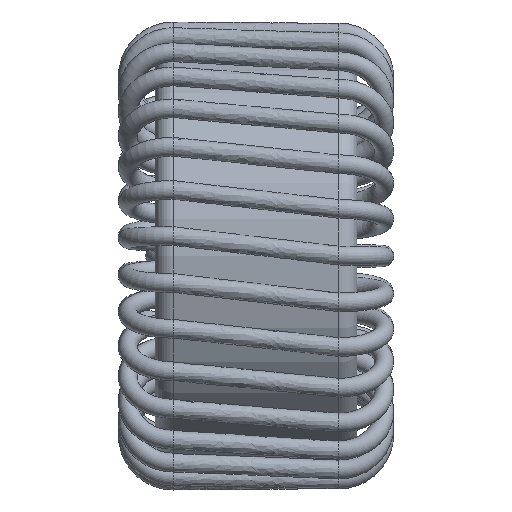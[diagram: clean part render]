
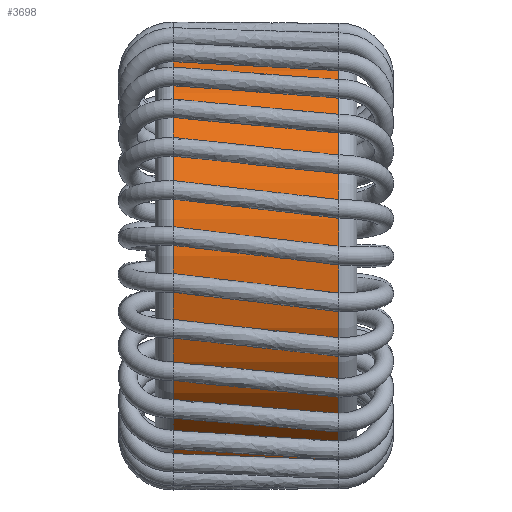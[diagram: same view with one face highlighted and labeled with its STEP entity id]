
A CAD part, top view. The second image highlights one B-rep face of the part: STEP entity #3698.
In plain terms, the highlighted cylindrical face has radius 12.065 mm (diameter 24.13 mm), a full revolution.
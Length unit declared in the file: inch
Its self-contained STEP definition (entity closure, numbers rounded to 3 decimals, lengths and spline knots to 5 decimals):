
#147=LINE('',#6043,#153);
#153=VECTOR('',#4646,0.475);
#158=CYLINDRICAL_SURFACE('',#3898,0.475);
#183=FACE_OUTER_BOUND('',#324,.T.);
#324=EDGE_LOOP('',(#2352,#2353,#2354,#2355,#2356,#2357));
#469=CIRCLE('',#3875,0.475);
#470=CIRCLE('',#3876,0.475);
#483=CIRCLE('',#3895,0.475);
#484=CIRCLE('',#3896,0.475);
#1074=VERTEX_POINT('',#6003);
#1075=VERTEX_POINT('',#6005);
#1086=VERTEX_POINT('',#6037);
#1087=VERTEX_POINT('',#6038);
#1622=EDGE_CURVE('',#1074,#1075,#469,.T.);
#1623=EDGE_CURVE('',#1075,#1074,#470,.T.);
#1637=EDGE_CURVE('',#1086,#1087,#483,.T.);
#1638=EDGE_CURVE('',#1087,#1086,#484,.T.);
#1640=EDGE_CURVE('',#1074,#1087,#147,.T.);
#2352=ORIENTED_EDGE('',*,*,#1623,.F.);
#2353=ORIENTED_EDGE('',*,*,#1622,.F.);
#2354=ORIENTED_EDGE('',*,*,#1640,.T.);
#2355=ORIENTED_EDGE('',*,*,#1638,.T.);
#2356=ORIENTED_EDGE('',*,*,#1637,.T.);
#2357=ORIENTED_EDGE('',*,*,#1640,.F.);
#3698=ADVANCED_FACE('',(#183),#158,.T.);
#3875=AXIS2_PLACEMENT_3D('',#6006,#4597,#4598);
#3876=AXIS2_PLACEMENT_3D('',#6007,#4599,#4600);
#3895=AXIS2_PLACEMENT_3D('',#6039,#4638,#4639);
#3896=AXIS2_PLACEMENT_3D('',#6040,#4640,#4641);
#3898=AXIS2_PLACEMENT_3D('',#6042,#4644,#4645);
#4597=DIRECTION('center_axis',(1.,0.,0.));
#4598=DIRECTION('ref_axis',(0.,0.,-1.));
#4599=DIRECTION('center_axis',(1.,0.,0.));
#4600=DIRECTION('ref_axis',(0.,0.,-1.));
#4638=DIRECTION('center_axis',(1.,0.,0.));
#4639=DIRECTION('ref_axis',(0.,0.,-1.));
#4640=DIRECTION('center_axis',(1.,0.,0.));
#4641=DIRECTION('ref_axis',(0.,0.,-1.));
#4644=DIRECTION('center_axis',(1.,0.,0.));
#4645=DIRECTION('ref_axis',(0.,0.,-1.));
#4646=DIRECTION('',(-1.,0.,0.));
#6003=CARTESIAN_POINT('',(0.185,0.,1.075));
#6005=CARTESIAN_POINT('',(0.185,0.,0.125));
#6006=CARTESIAN_POINT('Origin',(0.185,0.,0.6));
#6007=CARTESIAN_POINT('Origin',(0.185,0.,0.6));
#6037=CARTESIAN_POINT('',(-0.185,0.,0.125));
#6038=CARTESIAN_POINT('',(-0.185,0.,1.075));
#6039=CARTESIAN_POINT('Origin',(-0.185,0.,0.6));
#6040=CARTESIAN_POINT('Origin',(-0.185,0.,0.6));
#6042=CARTESIAN_POINT('Origin',(0.,0.,0.6));
#6043=CARTESIAN_POINT('',(0.,0.,1.075));
